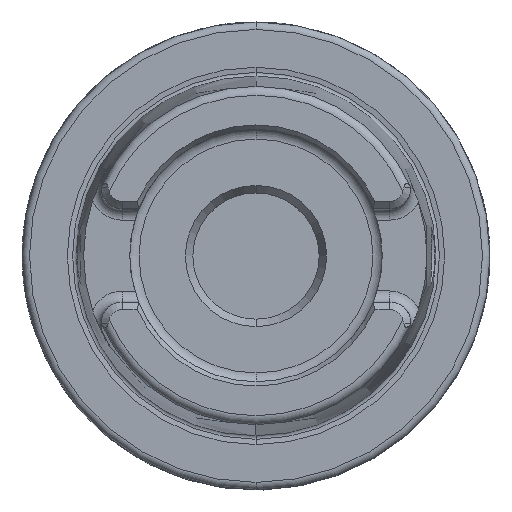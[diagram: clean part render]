
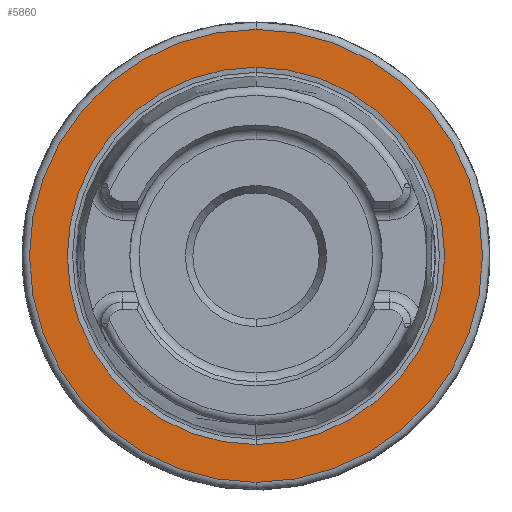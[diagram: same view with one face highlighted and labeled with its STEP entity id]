
A CAD part, top view. The second image highlights one B-rep face of the part: STEP entity #5860.
In plain terms, the highlighted planar face has unit normal (0, 0, 1).
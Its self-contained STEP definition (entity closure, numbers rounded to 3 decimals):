
#1570=CARTESIAN_POINT('',(0,0,26));
#1571=DIRECTION('',(0,0,1));
#1572=DIRECTION('',(0,1,0));
#1573=AXIS2_PLACEMENT_3D('',#1570,#1571,#1572);
#1575=CARTESIAN_POINT('',(0,0,26));
#1576=DIRECTION('',(0,0,1));
#1577=DIRECTION('',(0,-1,0));
#1578=AXIS2_PLACEMENT_3D('',#1575,#1576,#1577);
#1588=CARTESIAN_POINT('',(0,0,26));
#1589=DIRECTION('',(0,0,1));
#1590=DIRECTION('',(0,1,0));
#1591=AXIS2_PLACEMENT_3D('',#1588,#1589,#1590);
#1593=CARTESIAN_POINT('',(0,0,26));
#1594=DIRECTION('',(0,0,-1));
#1595=DIRECTION('',(0,1,0));
#1596=AXIS2_PLACEMENT_3D('',#1593,#1594,#1595);
#3764=CARTESIAN_POINT('',(0,25.409,26));
#3766=VERTEX_POINT('',#3764);
#3800=CARTESIAN_POINT('',(0,-25.409,26));
#3802=VERTEX_POINT('',#3800);
#3866=CARTESIAN_POINT('',(0,30.5,26));
#3867=CARTESIAN_POINT('',(0,-30.5,26));
#3868=VERTEX_POINT('',#3866);
#3869=VERTEX_POINT('',#3867);
#5844=CARTESIAN_POINT('',(0,0,26));
#5845=DIRECTION('',(0,0,-1));
#5846=DIRECTION('',(0,-1,0));
#5847=AXIS2_PLACEMENT_3D('',#5844,#5845,#5846);
#5848=PLANE('',#5847);
#5850=ORIENTED_EDGE('',*,*,#5849,.F.);
#5851=ORIENTED_EDGE('',*,*,#5834,.F.);
#5852=EDGE_LOOP('',(#5850,#5851));
#5853=FACE_OUTER_BOUND('',#5852,.F.);
#5855=ORIENTED_EDGE('',*,*,#5854,.T.);
#5857=ORIENTED_EDGE('',*,*,#5856,.F.);
#5858=EDGE_LOOP('',(#5855,#5857));
#5859=FACE_BOUND('',#5858,.F.);
#5860=ADVANCED_FACE('',(#5853,#5859),#5848,.F.);
#1574=CIRCLE('',#1573,30.5);
#1579=CIRCLE('',#1578,30.5);
#1592=CIRCLE('',#1591,25.409);
#1597=CIRCLE('',#1596,25.409);
#5834=EDGE_CURVE('',#3869,#3868,#1579,.T.);
#5849=EDGE_CURVE('',#3868,#3869,#1574,.T.);
#5854=EDGE_CURVE('',#3766,#3802,#1592,.T.);
#5856=EDGE_CURVE('',#3766,#3802,#1597,.T.);
